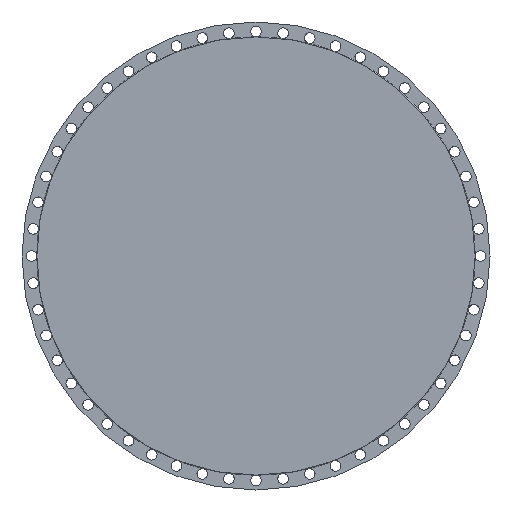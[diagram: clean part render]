
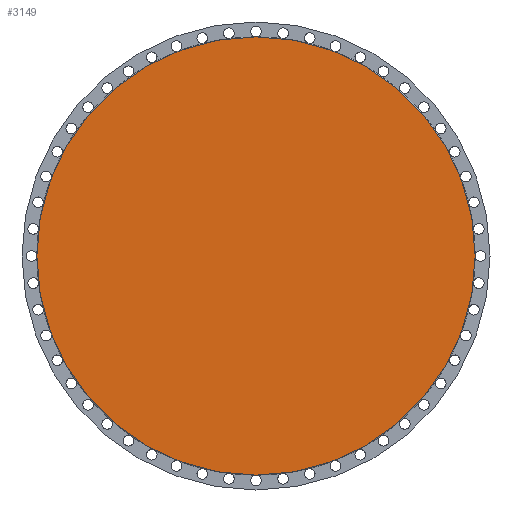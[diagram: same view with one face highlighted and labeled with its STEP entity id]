
A CAD part, left-side view. The second image highlights one B-rep face of the part: STEP entity #3149.
In plain terms, the highlighted planar face has unit normal (-1, 0, 0).
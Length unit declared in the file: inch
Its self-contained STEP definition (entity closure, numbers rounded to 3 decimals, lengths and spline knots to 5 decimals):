
#158 = EDGE_CURVE ( 'NONE', #3861, #634, #4033, .T. ) ;
#365 = CIRCLE ( 'NONE', #533, 25.75 ) ;
#533 = AXIS2_PLACEMENT_3D ( 'NONE', #4397, #2231, #4776 ) ;
#634 = VERTEX_POINT ( 'NONE', #2984 ) ;
#1376 = AXIS2_PLACEMENT_3D ( 'NONE', #4379, #3466, #2003 ) ;
#1531 = DIRECTION ( 'NONE',  ( -1., 0., 0. ) ) ;
#1953 = PLANE ( 'NONE',  #1376 ) ;
#2003 = DIRECTION ( 'NONE',  ( 0., 0., 1. ) ) ;
#2231 = DIRECTION ( 'NONE',  ( -1., 0., 0. ) ) ;
#2375 = CARTESIAN_POINT ( 'NONE',  ( 0., 0., 0. ) ) ;
#2520 = EDGE_LOOP ( 'NONE', ( #2521, #3673 ) ) ;
#2521 = ORIENTED_EDGE ( 'NONE', *, *, #158, .T. ) ;
#2704 = CARTESIAN_POINT ( 'NONE',  ( 0., 0., 25.75 ) ) ;
#2858 = EDGE_CURVE ( 'NONE', #634, #3861, #365, .T. ) ;
#2984 = CARTESIAN_POINT ( 'NONE',  ( 0., 0., -25.75 ) ) ;
#3149 = ADVANCED_FACE ( 'NONE', ( #4353 ), #1953, .T. ) ;
#3466 = DIRECTION ( 'NONE',  ( -1., 0., 0. ) ) ;
#3467 = DIRECTION ( 'NONE',  ( 0., 0., 1. ) ) ;
#3673 = ORIENTED_EDGE ( 'NONE', *, *, #2858, .T. ) ;
#3861 = VERTEX_POINT ( 'NONE', #2704 ) ;
#4033 = CIRCLE ( 'NONE', #4180, 25.75 ) ;
#4180 = AXIS2_PLACEMENT_3D ( 'NONE', #2375, #1531, #3467 ) ;
#4353 = FACE_OUTER_BOUND ( 'NONE', #2520, .T. ) ;
#4379 = CARTESIAN_POINT ( 'NONE',  ( 0., 0., 0. ) ) ;
#4397 = CARTESIAN_POINT ( 'NONE',  ( 0., 0., 0. ) ) ;
#4776 = DIRECTION ( 'NONE',  ( 0., 0., 1. ) ) ;
